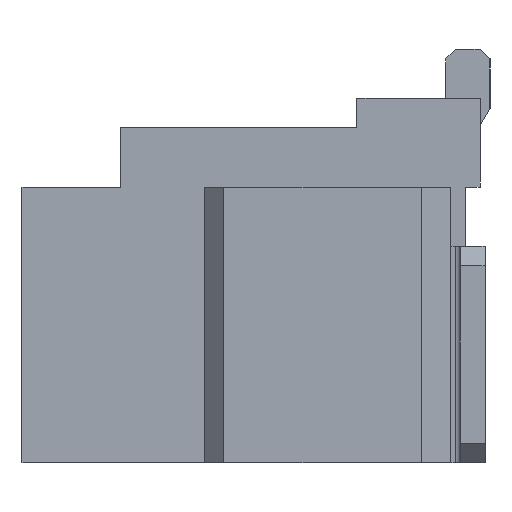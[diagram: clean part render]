
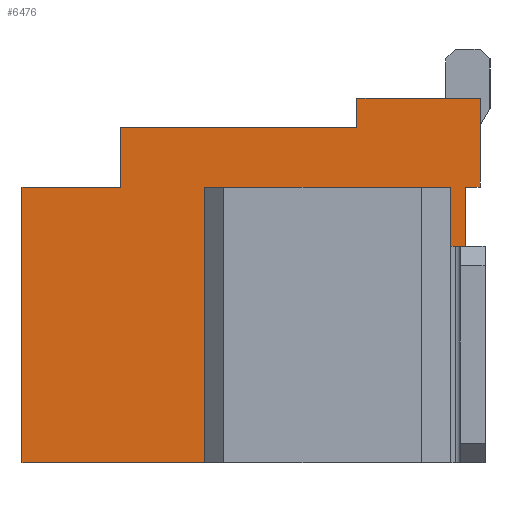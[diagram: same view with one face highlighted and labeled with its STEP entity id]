
A CAD part, left-side view. The second image highlights one B-rep face of the part: STEP entity #6476.
In plain terms, the highlighted planar face has unit normal (-1, 0, 0).
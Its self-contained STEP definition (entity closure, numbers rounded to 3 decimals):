
#73=DIRECTION('',(0.,1.,0.));
#74=VECTOR('',#73,1.25);
#75=CARTESIAN_POINT('',(-5.875,-3.675,2.1));
#76=LINE('',#75,#74);
#853=DIRECTION('',(0.,0.,1.));
#854=VECTOR('',#853,2.8);
#855=CARTESIAN_POINT('',(-5.875,0.975,-1.6));
#856=LINE('',#855,#854);
#1265=DIRECTION('',(0.,-1.,0.));
#1266=VECTOR('',#1265,1.);
#1267=CARTESIAN_POINT('',(-5.875,0.975,1.2));
#1268=LINE('',#1267,#1266);
#1269=DIRECTION('',(0.,0.,1.));
#1270=VECTOR('',#1269,0.6);
#1271=CARTESIAN_POINT('',(-5.875,-0.025,1.2));
#1272=LINE('',#1271,#1270);
#1273=DIRECTION('',(0.,-1.,0.));
#1274=VECTOR('',#1273,2.4);
#1275=CARTESIAN_POINT('',(-5.875,-0.025,1.8));
#1276=LINE('',#1275,#1274);
#1277=DIRECTION('',(0.,0.,-1.));
#1278=VECTOR('',#1277,0.3);
#1279=CARTESIAN_POINT('',(-5.875,-2.425,2.1));
#1280=LINE('',#1279,#1278);
#1281=DIRECTION('',(0.,1.,0.));
#1282=VECTOR('',#1281,0.15);
#1283=CARTESIAN_POINT('',(-5.875,-3.675,1.2));
#1284=LINE('',#1283,#1282);
#1285=DIRECTION('',(0.,0.,1.));
#1286=VECTOR('',#1285,2.1);
#1287=CARTESIAN_POINT('',(-5.875,-3.525,-0.9));
#1288=LINE('',#1287,#1286);
#1289=DIRECTION('',(0.,1.,0.));
#1290=VECTOR('',#1289,0.15);
#1291=CARTESIAN_POINT('',(-5.875,-3.675,-0.9));
#1292=LINE('',#1291,#1290);
#1293=DIRECTION('',(0.,1.,0.));
#1294=VECTOR('',#1293,0.3);
#1295=CARTESIAN_POINT('',(-5.875,-3.675,-1.6));
#1296=LINE('',#1295,#1294);
#1297=DIRECTION('',(0.,0.,1.));
#1298=VECTOR('',#1297,2.8);
#1299=CARTESIAN_POINT('',(-5.875,-3.375,-1.6));
#1300=LINE('',#1299,#1298);
#1301=DIRECTION('',(0.,-1.,0.));
#1302=VECTOR('',#1301,2.5);
#1303=CARTESIAN_POINT('',(-5.875,-0.875,1.2));
#1304=LINE('',#1303,#1302);
#1305=DIRECTION('',(0.,0.,1.));
#1306=VECTOR('',#1305,2.8);
#1307=CARTESIAN_POINT('',(-5.875,-0.875,-1.6));
#1308=LINE('',#1307,#1306);
#1309=DIRECTION('',(0.,1.,0.));
#1310=VECTOR('',#1309,1.85);
#1311=CARTESIAN_POINT('',(-5.875,-0.875,-1.6));
#1312=LINE('',#1311,#1310);
#1357=DIRECTION('',(0.,0.,1.));
#1358=VECTOR('',#1357,0.9);
#1359=CARTESIAN_POINT('',(-5.875,-3.675,1.2));
#1360=LINE('',#1359,#1358);
#1397=DIRECTION('',(0.,0.,1.));
#1398=VECTOR('',#1397,0.7);
#1399=CARTESIAN_POINT('',(-5.875,-3.675,-1.6));
#1400=LINE('',#1399,#1398);
#3919=CARTESIAN_POINT('',(-5.875,-0.875,1.2));
#3920=CARTESIAN_POINT('',(-5.875,-3.375,1.2));
#3921=VERTEX_POINT('',#3919);
#3922=VERTEX_POINT('',#3920);
#3923=CARTESIAN_POINT('',(-5.875,-0.875,-1.6));
#3924=VERTEX_POINT('',#3923);
#3931=CARTESIAN_POINT('',(-5.875,0.975,-1.6));
#3932=VERTEX_POINT('',#3931);
#3951=CARTESIAN_POINT('',(-5.875,-3.675,2.1));
#3952=VERTEX_POINT('',#3951);
#3957=CARTESIAN_POINT('',(-5.875,-3.675,-1.6));
#3958=VERTEX_POINT('',#3957);
#3975=CARTESIAN_POINT('',(-5.875,-2.425,2.1));
#3976=CARTESIAN_POINT('',(-5.875,-2.425,1.8));
#3977=VERTEX_POINT('',#3975);
#3978=VERTEX_POINT('',#3976);
#3984=CARTESIAN_POINT('',(-5.875,-0.025,1.8));
#3986=VERTEX_POINT('',#3984);
#4153=CARTESIAN_POINT('',(-5.875,0.975,1.2));
#4154=CARTESIAN_POINT('',(-5.875,-0.025,1.2));
#4155=VERTEX_POINT('',#4153);
#4156=VERTEX_POINT('',#4154);
#4567=CARTESIAN_POINT('',(-5.875,-3.375,-1.6));
#4568=VERTEX_POINT('',#4567);
#5099=CARTESIAN_POINT('',(-5.875,-3.675,1.2));
#5101=VERTEX_POINT('',#5099);
#5107=CARTESIAN_POINT('',(-5.875,-3.675,-0.9));
#5109=VERTEX_POINT('',#5107);
#5115=CARTESIAN_POINT('',(-5.875,-3.525,1.2));
#5116=VERTEX_POINT('',#5115);
#5117=CARTESIAN_POINT('',(-5.875,-3.525,-0.9));
#5118=VERTEX_POINT('',#5117);
#6443=CARTESIAN_POINT('',(-5.875,-3.675,-1.6));
#6444=DIRECTION('',(-1.,0.,0.));
#6445=DIRECTION('',(0.,0.,1.));
#6446=AXIS2_PLACEMENT_3D('',#6443,#6444,#6445);
#6447=PLANE('',#6446);
#6448=ORIENTED_EDGE('',*,*,#6031,.T.);
#6450=ORIENTED_EDGE('',*,*,#6449,.T.);
#6452=ORIENTED_EDGE('',*,*,#6451,.T.);
#6453=ORIENTED_EDGE('',*,*,#6146,.F.);
#6454=ORIENTED_EDGE('',*,*,#5212,.F.);
#6456=ORIENTED_EDGE('',*,*,#6455,.F.);
#6458=ORIENTED_EDGE('',*,*,#6457,.T.);
#6460=ORIENTED_EDGE('',*,*,#6459,.F.);
#6462=ORIENTED_EDGE('',*,*,#6461,.F.);
#6464=ORIENTED_EDGE('',*,*,#6463,.F.);
#6465=ORIENTED_EDGE('',*,*,#5517,.T.);
#6467=ORIENTED_EDGE('',*,*,#6466,.T.);
#6469=ORIENTED_EDGE('',*,*,#6468,.F.);
#6471=ORIENTED_EDGE('',*,*,#6470,.F.);
#6472=ORIENTED_EDGE('',*,*,#5495,.T.);
#6473=ORIENTED_EDGE('',*,*,#5964,.T.);
#6474=EDGE_LOOP('',(#6448,#6450,#6452,#6453,#6454,#6456,#6458,#6460,#6462,#6464,
#6465,#6467,#6469,#6471,#6472,#6473));
#6475=FACE_OUTER_BOUND('',#6474,.F.);
#6476=ADVANCED_FACE('',(#6475),#6447,.T.);
#5212=EDGE_CURVE('',#3952,#3977,#76,.T.);
#5495=EDGE_CURVE('',#3924,#3932,#1312,.T.);
#5517=EDGE_CURVE('',#3958,#4568,#1296,.T.);
#5964=EDGE_CURVE('',#3932,#4155,#856,.T.);
#6031=EDGE_CURVE('',#4155,#4156,#1268,.T.);
#6146=EDGE_CURVE('',#3977,#3978,#1280,.T.);
#6449=EDGE_CURVE('',#4156,#3986,#1272,.T.);
#6451=EDGE_CURVE('',#3986,#3978,#1276,.T.);
#6455=EDGE_CURVE('',#5101,#3952,#1360,.T.);
#6457=EDGE_CURVE('',#5101,#5116,#1284,.T.);
#6459=EDGE_CURVE('',#5118,#5116,#1288,.T.);
#6461=EDGE_CURVE('',#5109,#5118,#1292,.T.);
#6463=EDGE_CURVE('',#3958,#5109,#1400,.T.);
#6466=EDGE_CURVE('',#4568,#3922,#1300,.T.);
#6468=EDGE_CURVE('',#3921,#3922,#1304,.T.);
#6470=EDGE_CURVE('',#3924,#3921,#1308,.T.);
